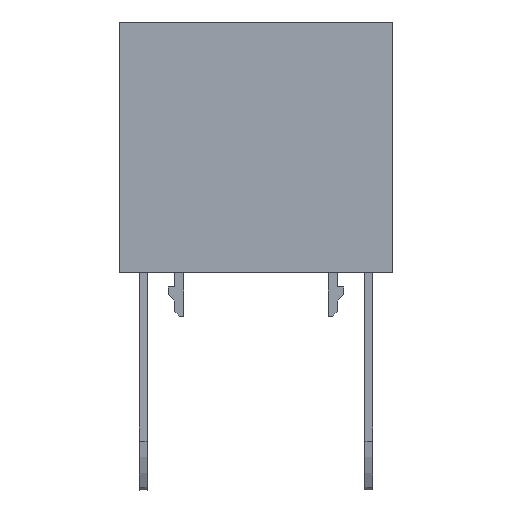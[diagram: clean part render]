
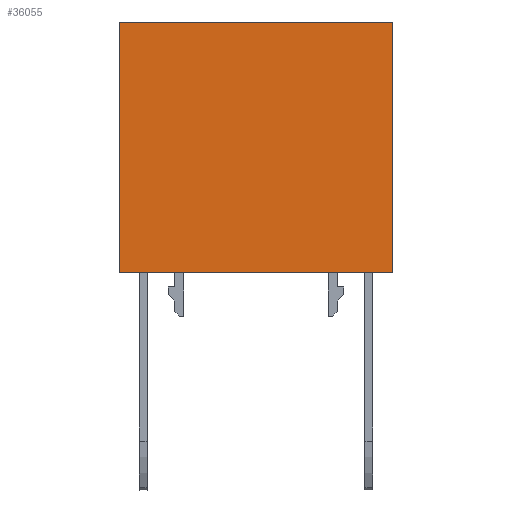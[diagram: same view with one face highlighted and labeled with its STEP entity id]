
A CAD part, front view. The second image highlights one B-rep face of the part: STEP entity #36055.
In plain terms, the highlighted planar face has unit normal (0, -1, 0).
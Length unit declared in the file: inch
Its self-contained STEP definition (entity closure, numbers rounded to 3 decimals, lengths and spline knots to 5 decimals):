
#18584=CARTESIAN_POINT('',(0.57185,-0.15748,0.54429));
#18585=VERTEX_POINT('',#18584);
#18600=CARTESIAN_POINT('',(-0.57185,-0.15748,0.54429));
#18601=VERTEX_POINT('',#18600);
#18608=CARTESIAN_POINT('',(0.57185,-0.15748,0.54429));
#18609=DIRECTION('',(-1.0,0.0,0.0));
#18610=VECTOR('',#18609,1.1437);
#18611=LINE('',#18608,#18610);
#18612=EDGE_CURVE('',#18585,#18601,#18611,.T.);
#35978=CARTESIAN_POINT('',(-0.57185,-0.15748,-0.50492));
#35979=VERTEX_POINT('',#35978);
#35987=CARTESIAN_POINT('',(0.57185,-0.15748,-0.50492));
#35988=VERTEX_POINT('',#35987);
#35995=CARTESIAN_POINT('',(-0.57185,-0.15748,-0.50492));
#35996=DIRECTION('',(1.0,0.0,0.0));
#35997=VECTOR('',#35996,1.1437);
#35998=LINE('',#35995,#35997);
#35999=EDGE_CURVE('',#35979,#35988,#35998,.T.);
#36027=CARTESIAN_POINT('',(0.57185,-0.15748,0.54429));
#36028=DIRECTION('',(0.0,0.0,-1.0));
#36029=VECTOR('',#36028,1.04921);
#36030=LINE('',#36027,#36029);
#36031=EDGE_CURVE('',#18585,#35988,#36030,.T.);
#36039=CARTESIAN_POINT('',(0.57185,-0.15748,0.0));
#36040=DIRECTION('',(0.0,-1.0,0.0));
#36041=DIRECTION('',(0.0,0.0,-1.0));
#36042=AXIS2_PLACEMENT_3D('',#36039,#36040,#36041);
#36043=PLANE('',#36042);
#36044=CARTESIAN_POINT('',(-0.57185,-0.15748,0.54429));
#36045=DIRECTION('',(0.0,0.0,-1.0));
#36046=VECTOR('',#36045,1.04921);
#36047=LINE('',#36044,#36046);
#36048=EDGE_CURVE('',#18601,#35979,#36047,.T.);
#36049=ORIENTED_EDGE('',*,*,#36048,.T.);
#36050=ORIENTED_EDGE('',*,*,#35999,.T.);
#36051=ORIENTED_EDGE('',*,*,#36031,.F.);
#36052=ORIENTED_EDGE('',*,*,#18612,.T.);
#36053=EDGE_LOOP('',(#36049,#36050,#36051,#36052));
#36054=FACE_OUTER_BOUND('',#36053,.T.);
#36055=ADVANCED_FACE('',(#36054),#36043,.T.);
